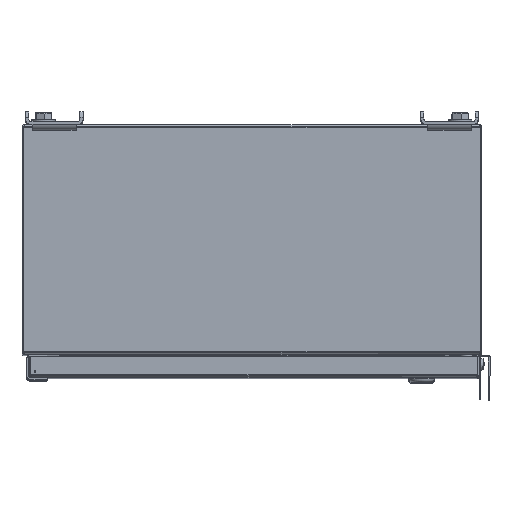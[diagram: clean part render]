
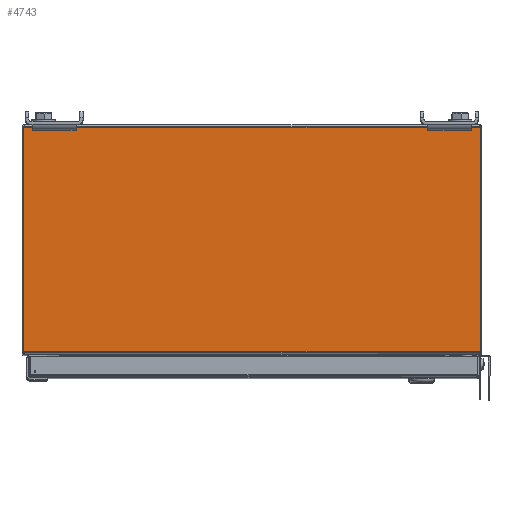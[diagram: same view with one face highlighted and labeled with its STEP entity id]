
A CAD part, top view. The second image highlights one B-rep face of the part: STEP entity #4743.
In plain terms, the highlighted planar face has unit normal (0, 0, 1).
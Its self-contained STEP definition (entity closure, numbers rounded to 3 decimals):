
#4743 = ADVANCED_FACE( '', ( #10826 ), #10827, .F. );
#10826 = FACE_OUTER_BOUND( '', #25788, .T. );
#10827 = PLANE( '', #25789 );
#25788 = EDGE_LOOP( '', ( #63020, #63021, #63022, #63023 ) );
#25789 = AXIS2_PLACEMENT_3D( '', #63024, #63025, #63026 );
#63020 = ORIENTED_EDGE( '', *, *, #85693, .T. );
#63021 = ORIENTED_EDGE( '', *, *, #85694, .T. );
#63022 = ORIENTED_EDGE( '', *, *, #85695, .F. );
#63023 = ORIENTED_EDGE( '', *, *, #85696, .T. );
#63024 = CARTESIAN_POINT( '', ( 1409.548, 0., 381. ) );
#63025 = DIRECTION( '', ( 0., 0., -1. ) );
#63026 = DIRECTION( '', ( 0., 1., 0. ) );
#85693 = EDGE_CURVE( '', #95899, #95900, #95901, .T. );
#85694 = EDGE_CURVE( '', #95900, #95902, #95903, .T. );
#85695 = EDGE_CURVE( '', #95904, #95902, #95905, .T. );
#85696 = EDGE_CURVE( '', #95904, #95899, #95906, .T. );
#95899 = VERTEX_POINT( '', #114929 );
#95900 = VERTEX_POINT( '', #114930 );
#95901 = LINE( '', #114931, #114932 );
#95902 = VERTEX_POINT( '', #114933 );
#95903 = LINE( '', #114934, #114935 );
#95904 = VERTEX_POINT( '', #114936 );
#95905 = LINE( '', #114937, #114938 );
#95906 = LINE( '', #114939, #114940 );
#114929 = CARTESIAN_POINT( '', ( -201.673, -2.337, 381. ) );
#114930 = CARTESIAN_POINT( '', ( -201.673, -200.863, 381. ) );
#114931 = CARTESIAN_POINT( '', ( -201.673, -2.337, 381. ) );
#114932 = VECTOR( '', #136459, 1000. );
#114933 = CARTESIAN_POINT( '', ( 201.673, -200.863, 381. ) );
#114934 = CARTESIAN_POINT( '', ( -201.673, -200.863, 381. ) );
#114935 = VECTOR( '', #136460, 1000. );
#114936 = CARTESIAN_POINT( '', ( 201.673, -2.337, 381. ) );
#114937 = CARTESIAN_POINT( '', ( 201.673, -2.337, 381. ) );
#114938 = VECTOR( '', #136461, 1000. );
#114939 = CARTESIAN_POINT( '', ( 1409.548, -2.337, 381. ) );
#114940 = VECTOR( '', #136462, 1000. );
#136459 = DIRECTION( '', ( 0., -1., 0. ) );
#136460 = DIRECTION( '', ( 1., 0., 0. ) );
#136461 = DIRECTION( '', ( 0., -1., 0. ) );
#136462 = DIRECTION( '', ( -1., 0., 0. ) );
